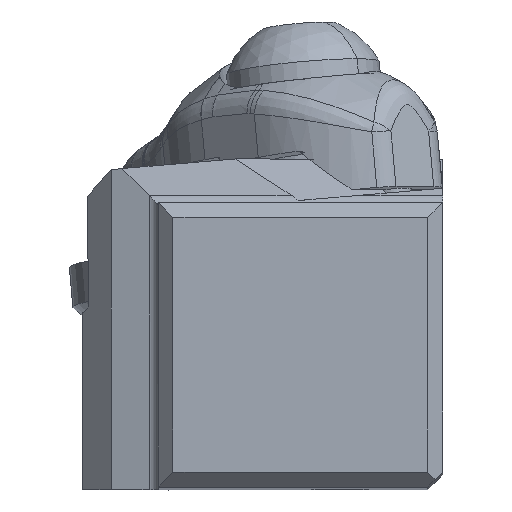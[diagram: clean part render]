
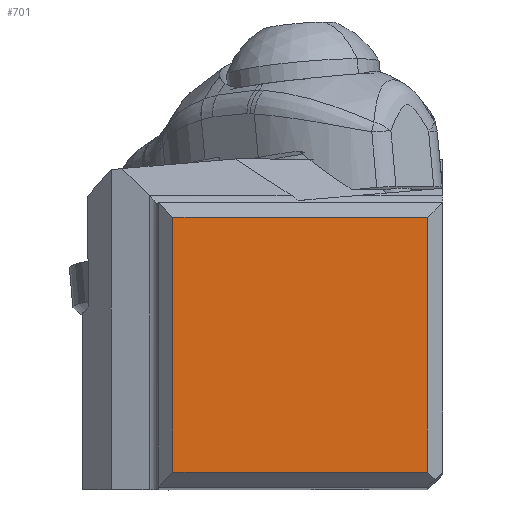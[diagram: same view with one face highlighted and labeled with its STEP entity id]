
A CAD part, top view. The second image highlights one B-rep face of the part: STEP entity #701.
In plain terms, the highlighted planar face has unit normal (0, 0, 1).
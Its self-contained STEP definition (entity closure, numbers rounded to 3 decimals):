
#470=FACE_OUTER_BOUND('',#1050,.T.);
#701=ADVANCED_FACE('',(#470),#938,.T.);
#938=PLANE('',#4541);
#1050=EDGE_LOOP('',(#1847,#1848,#1849,#1850));
#1336=LINE('',#6299,#1539);
#1339=LINE('',#6305,#1542);
#1341=LINE('',#6309,#1544);
#1343=LINE('',#6313,#1546);
#1539=VECTOR('',#5136,1.);
#1542=VECTOR('',#5141,1.);
#1544=VECTOR('',#5145,1.);
#1546=VECTOR('',#5149,1.);
#1847=ORIENTED_EDGE('',*,*,#3533,.F.);
#1848=ORIENTED_EDGE('',*,*,#3535,.F.);
#1849=ORIENTED_EDGE('',*,*,#3537,.T.);
#1850=ORIENTED_EDGE('',*,*,#3530,.T.);
#3070=VERTEX_POINT('',#6300);
#3071=VERTEX_POINT('',#6301);
#3072=VERTEX_POINT('',#6306);
#3073=VERTEX_POINT('',#6310);
#3530=EDGE_CURVE('',#3070,#3071,#1336,.T.);
#3533=EDGE_CURVE('',#3072,#3071,#1339,.T.);
#3535=EDGE_CURVE('',#3073,#3072,#1341,.T.);
#3537=EDGE_CURVE('',#3073,#3070,#1343,.T.);
#4541=AXIS2_PLACEMENT_3D('',#6315,#5152,#5153);
#5136=DIRECTION('',(1.,0.,0.));
#5141=DIRECTION('',(0.,-1.,0.));
#5145=DIRECTION('',(1.,0.,0.));
#5149=DIRECTION('',(0.,-1.,0.));
#5152=DIRECTION('',(0.,0.,1.));
#5153=DIRECTION('',(1.,0.,0.));
#6299=CARTESIAN_POINT('',(-18.05,1.,0.));
#6300=CARTESIAN_POINT('',(-18.05,1.,0.));
#6301=CARTESIAN_POINT('',(-1.,1.,0.));
#6305=CARTESIAN_POINT('',(-1.,18.05,0.));
#6306=CARTESIAN_POINT('',(-1.,18.05,0.));
#6309=CARTESIAN_POINT('',(-18.05,18.05,0.));
#6310=CARTESIAN_POINT('',(-18.05,18.05,0.));
#6313=CARTESIAN_POINT('',(-18.05,18.05,0.));
#6315=CARTESIAN_POINT('',(-9.525,9.525,0.));
